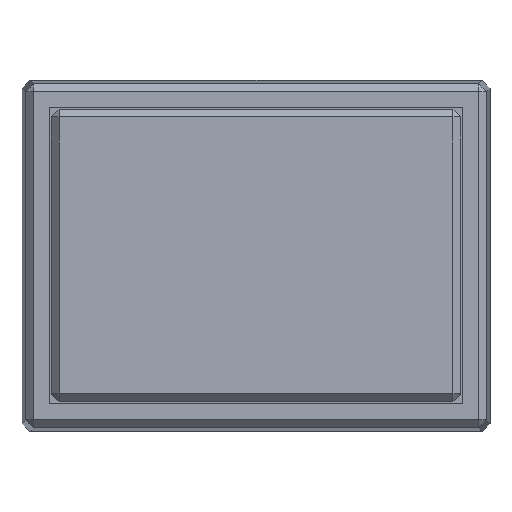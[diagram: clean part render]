
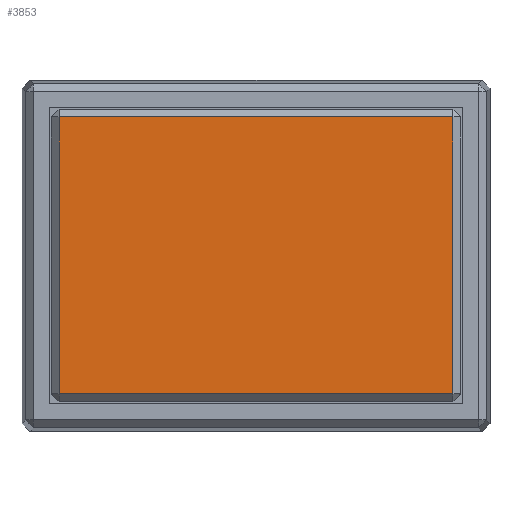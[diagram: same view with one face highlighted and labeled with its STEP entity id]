
A CAD part, top view. The second image highlights one B-rep face of the part: STEP entity #3853.
In plain terms, the highlighted planar face has unit normal (0, 0, 1).
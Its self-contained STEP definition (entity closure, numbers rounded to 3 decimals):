
#120 = CARTESIAN_POINT ( 'NONE',  ( -5.05, -3.55, 9. ) ) ;
#124 = LINE ( 'NONE', #1669, #4257 ) ;
#133 = EDGE_CURVE ( 'NONE', #3154, #4682, #3997, .T. ) ;
#166 = VECTOR ( 'NONE', #3023, 1000. ) ;
#183 = EDGE_CURVE ( 'NONE', #2378, #3154, #1053, .T. ) ;
#532 = CARTESIAN_POINT ( 'NONE',  ( -5.05, 3.55, 9. ) ) ;
#617 = CARTESIAN_POINT ( 'NONE',  ( 5.05, 0., 9. ) ) ;
#1053 = LINE ( 'NONE', #2581, #4701 ) ;
#1145 = CARTESIAN_POINT ( 'NONE',  ( -5.05, -3.55, 9. ) ) ;
#1159 = CARTESIAN_POINT ( 'NONE',  ( 5.05, -3.55, 9. ) ) ;
#1541 = CARTESIAN_POINT ( 'NONE',  ( 0., -3.55, 9. ) ) ;
#1609 = EDGE_LOOP ( 'NONE', ( #2357, #2319, #2073, #1737 ) ) ;
#1669 = CARTESIAN_POINT ( 'NONE',  ( -5.05, 0., 9. ) ) ;
#1737 = ORIENTED_EDGE ( 'NONE', *, *, #183, .F. ) ;
#2073 = ORIENTED_EDGE ( 'NONE', *, *, #133, .F. ) ;
#2161 = DIRECTION ( 'NONE',  ( 0., -1., 0. ) ) ;
#2319 = ORIENTED_EDGE ( 'NONE', *, *, #4283, .F. ) ;
#2357 = ORIENTED_EDGE ( 'NONE', *, *, #3639, .F. ) ;
#2378 = VERTEX_POINT ( 'NONE', #532 ) ;
#2581 = CARTESIAN_POINT ( 'NONE',  ( 0., 3.55, 9. ) ) ;
#2662 = DIRECTION ( 'NONE',  ( 0., 0., 1. ) ) ;
#3018 = FACE_OUTER_BOUND ( 'NONE', #1609, .T. ) ;
#3023 = DIRECTION ( 'NONE',  ( -1., 0., 0. ) ) ;
#3146 = DIRECTION ( 'NONE',  ( 0., 1., 0. ) ) ;
#3154 = VERTEX_POINT ( 'NONE', #3755 ) ;
#3329 = LINE ( 'NONE', #1541, #166 ) ;
#3639 = EDGE_CURVE ( 'NONE', #3973, #2378, #124, .T. ) ;
#3663 = VECTOR ( 'NONE', #2161, 1000. ) ;
#3755 = CARTESIAN_POINT ( 'NONE',  ( 5.05, 3.55, 9. ) ) ;
#3853 = ADVANCED_FACE ( 'NONE', ( #3018 ), #4512, .T. ) ;
#3973 = VERTEX_POINT ( 'NONE', #120 ) ;
#3997 = LINE ( 'NONE', #617, #3663 ) ;
#4043 = DIRECTION ( 'NONE',  ( 1., 0., 0. ) ) ;
#4125 = DIRECTION ( 'NONE',  ( 1., 0., 0. ) ) ;
#4257 = VECTOR ( 'NONE', #3146, 1000. ) ;
#4283 = EDGE_CURVE ( 'NONE', #4682, #3973, #3329, .T. ) ;
#4512 = PLANE ( 'NONE',  #4816 ) ;
#4682 = VERTEX_POINT ( 'NONE', #1159 ) ;
#4701 = VECTOR ( 'NONE', #4043, 1000. ) ;
#4816 = AXIS2_PLACEMENT_3D ( 'NONE', #1145, #2662, #4125 ) ;
